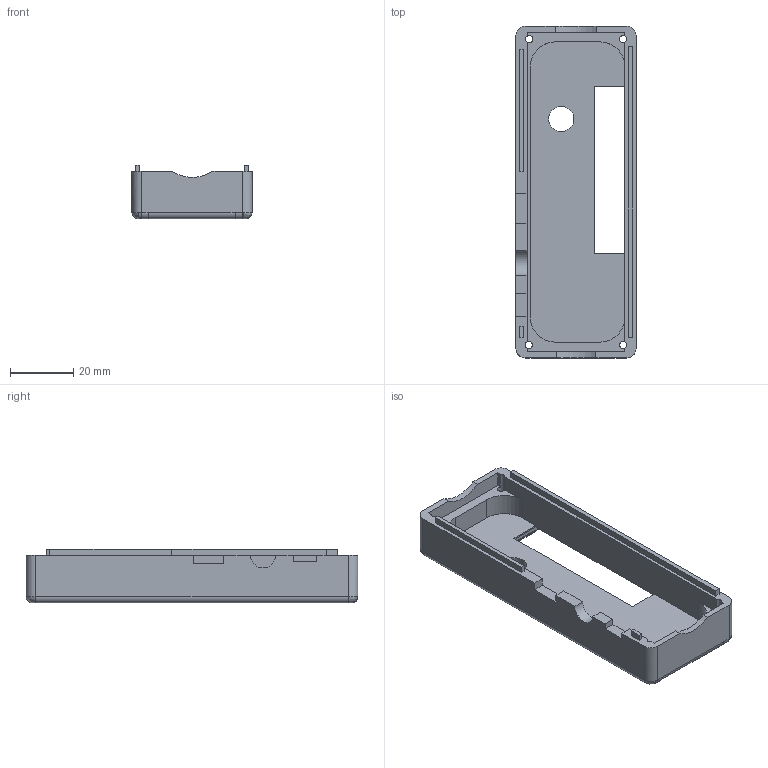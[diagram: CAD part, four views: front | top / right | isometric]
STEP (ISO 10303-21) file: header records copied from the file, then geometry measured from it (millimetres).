
FILE_DESCRIPTION(/* description */ (''),/* implementation_level */ '2;1');
FILE_NAME(/* name */ 'Bottom.step',/* time_stamp */ '2025-07-22T10:51:13+10:00',/* author */ (''),/* organization */ (''),/* preprocessor_version */ 'ST-DEVELOPER v20.1',/* originating_system */ 'Autodesk Translation Framework v14.10.0.0',/* authorisation */ '');
FILE_SCHEMA (('AUTOMOTIVE_DESIGN { 1 0 10303 214 3 1 1 }'));
Length unit declared in the file: millimetre
Products named in the file (1): Bottom
Bounding box: 38 x 105 x 17 mm (x, y, z)
Volume: 21832.2 mm3; surface area: 14784.4 mm2
Topology: 1 solids, 1 shells, 116 faces, 337 edges, 221 vertices
Faces by surface type: plane 87, cylinder 23, bspline 6
Full cylindrical faces by diameter (mm): 2.3 x4, 8 x1
Entity records: 3893 total; most frequent: CARTESIAN_POINT 737, ORIENTED_EDGE 676, DIRECTION 626, EDGE_CURVE 338, LINE 264, VECTOR 264, VERTEX_POINT 222, AXIS2_PLACEMENT_3D 181
